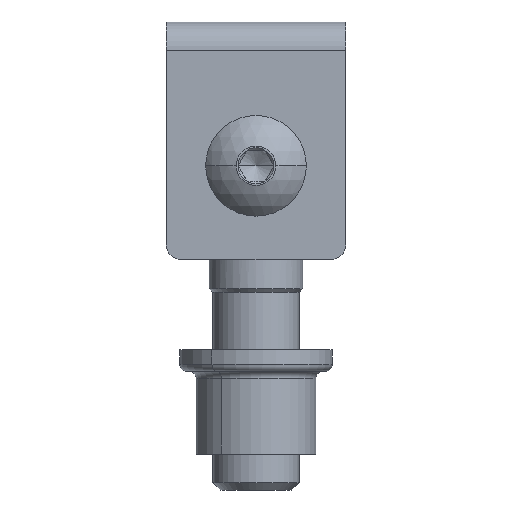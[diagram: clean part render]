
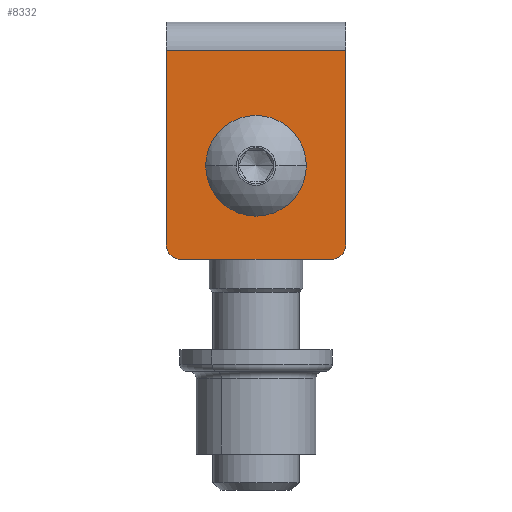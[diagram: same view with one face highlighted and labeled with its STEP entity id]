
A CAD part, front view. The second image highlights one B-rep face of the part: STEP entity #8332.
In plain terms, the highlighted planar face has unit normal (0, -1, 0).
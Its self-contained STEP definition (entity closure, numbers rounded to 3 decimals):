
#83 = CIRCLE ( 'NONE', #949, 2. ) ;
#448 = LINE ( 'NONE', #11434, #1325 ) ;
#508 = CARTESIAN_POINT ( 'NONE',  ( -10.5, -13., 0. ) ) ;
#524 = CIRCLE ( 'NONE', #8359, 5.95 ) ;
#567 = CARTESIAN_POINT ( 'NONE',  ( -12.5, -13., 0. ) ) ;
#726 = ORIENTED_EDGE ( 'NONE', *, *, #10073, .F. ) ;
#786 = CARTESIAN_POINT ( 'NONE',  ( 12.5, -13., 0. ) ) ;
#816 = LINE ( 'NONE', #567, #6880 ) ;
#949 = AXIS2_PLACEMENT_3D ( 'NONE', #4490, #6580, #12117 ) ;
#1135 = LINE ( 'NONE', #5234, #14011 ) ;
#1196 = VERTEX_POINT ( 'NONE', #2165 ) ;
#1325 = VECTOR ( 'NONE', #10505, 1000. ) ;
#1829 = CARTESIAN_POINT ( 'NONE',  ( 0., -13., 13. ) ) ;
#2040 = VERTEX_POINT ( 'NONE', #14343 ) ;
#2165 = CARTESIAN_POINT ( 'NONE',  ( 12.5, -13., 29. ) ) ;
#2218 = FACE_BOUND ( 'NONE', #5675, .T. ) ;
#2710 = AXIS2_PLACEMENT_3D ( 'NONE', #3036, #14294, #9816 ) ;
#3036 = CARTESIAN_POINT ( 'NONE',  ( -10.5, -13., 2. ) ) ;
#3061 = EDGE_CURVE ( 'NONE', #10646, #10748, #83, .T. ) ;
#3142 = LINE ( 'NONE', #786, #11615 ) ;
#3381 = ORIENTED_EDGE ( 'NONE', *, *, #8794, .T. ) ;
#3827 = ORIENTED_EDGE ( 'NONE', *, *, #10788, .T. ) ;
#3867 = DIRECTION ( 'NONE',  ( 0., 0., 1. ) ) ;
#4381 = DIRECTION ( 'NONE',  ( 0., -1., 0. ) ) ;
#4490 = CARTESIAN_POINT ( 'NONE',  ( 10.5, -13., 2. ) ) ;
#5091 = CARTESIAN_POINT ( 'NONE',  ( 12.5, -13., 2. ) ) ;
#5192 = ORIENTED_EDGE ( 'NONE', *, *, #5204, .T. ) ;
#5204 = EDGE_CURVE ( 'NONE', #10748, #1196, #1135, .T. ) ;
#5206 = CIRCLE ( 'NONE', #2710, 2. ) ;
#5234 = CARTESIAN_POINT ( 'NONE',  ( 12.5, -13., 0. ) ) ;
#5526 = CARTESIAN_POINT ( 'NONE',  ( 12.5, -13., 0. ) ) ;
#5675 = EDGE_LOOP ( 'NONE', ( #5974, #726 ) ) ;
#5974 = ORIENTED_EDGE ( 'NONE', *, *, #8919, .F. ) ;
#6101 = VERTEX_POINT ( 'NONE', #10294 ) ;
#6580 = DIRECTION ( 'NONE',  ( 0., -1., 0. ) ) ;
#6880 = VECTOR ( 'NONE', #3867, 1000. ) ;
#7000 = VERTEX_POINT ( 'NONE', #10582 ) ;
#7505 = DIRECTION ( 'NONE',  ( -1., 0., 0. ) ) ;
#7625 = PLANE ( 'NONE',  #12500 ) ;
#7666 = DIRECTION ( 'NONE',  ( 0., 0., -1. ) ) ;
#7715 = EDGE_CURVE ( 'NONE', #7000, #2040, #816, .T. ) ;
#8276 = CIRCLE ( 'NONE', #12414, 5.95 ) ;
#8332 = ADVANCED_FACE ( 'NONE', ( #2218, #13686 ), #7625, .T. ) ;
#8359 = AXIS2_PLACEMENT_3D ( 'NONE', #10207, #9026, #12239 ) ;
#8794 = EDGE_CURVE ( 'NONE', #1196, #2040, #448, .T. ) ;
#8919 = EDGE_CURVE ( 'NONE', #12800, #6101, #8276, .T. ) ;
#9026 = DIRECTION ( 'NONE',  ( 0., -1., 0. ) ) ;
#9355 = CARTESIAN_POINT ( 'NONE',  ( 10.5, -13., 0. ) ) ;
#9816 = DIRECTION ( 'NONE',  ( 0., 0., -1. ) ) ;
#10073 = EDGE_CURVE ( 'NONE', #6101, #12800, #524, .T. ) ;
#10133 = EDGE_LOOP ( 'NONE', ( #5192, #3381, #11329, #3827, #10919, #13478 ) ) ;
#10207 = CARTESIAN_POINT ( 'NONE',  ( 0., -13., 13. ) ) ;
#10294 = CARTESIAN_POINT ( 'NONE',  ( 0., -13., 18.95 ) ) ;
#10505 = DIRECTION ( 'NONE',  ( -1., 0., 0. ) ) ;
#10582 = CARTESIAN_POINT ( 'NONE',  ( -12.5, -13., 2. ) ) ;
#10603 = DIRECTION ( 'NONE',  ( 0., -1., 0. ) ) ;
#10646 = VERTEX_POINT ( 'NONE', #9355 ) ;
#10748 = VERTEX_POINT ( 'NONE', #5091 ) ;
#10788 = EDGE_CURVE ( 'NONE', #7000, #13303, #5206, .T. ) ;
#10919 = ORIENTED_EDGE ( 'NONE', *, *, #11282, .F. ) ;
#11124 = CARTESIAN_POINT ( 'NONE',  ( 0., -13., 7.05 ) ) ;
#11282 = EDGE_CURVE ( 'NONE', #10646, #13303, #3142, .T. ) ;
#11329 = ORIENTED_EDGE ( 'NONE', *, *, #7715, .F. ) ;
#11434 = CARTESIAN_POINT ( 'NONE',  ( 12.5, -13., 29. ) ) ;
#11615 = VECTOR ( 'NONE', #7505, 1000. ) ;
#11659 = DIRECTION ( 'NONE',  ( 0., 0., -1. ) ) ;
#12117 = DIRECTION ( 'NONE',  ( 0., 0., -1. ) ) ;
#12239 = DIRECTION ( 'NONE',  ( 0., 0., -1. ) ) ;
#12414 = AXIS2_PLACEMENT_3D ( 'NONE', #1829, #10603, #11659 ) ;
#12500 = AXIS2_PLACEMENT_3D ( 'NONE', #5526, #4381, #7666 ) ;
#12800 = VERTEX_POINT ( 'NONE', #11124 ) ;
#13303 = VERTEX_POINT ( 'NONE', #508 ) ;
#13478 = ORIENTED_EDGE ( 'NONE', *, *, #3061, .T. ) ;
#13686 = FACE_OUTER_BOUND ( 'NONE', #10133, .T. ) ;
#14011 = VECTOR ( 'NONE', #14093, 1000. ) ;
#14093 = DIRECTION ( 'NONE',  ( 0., 0., 1. ) ) ;
#14294 = DIRECTION ( 'NONE',  ( 0., -1., 0. ) ) ;
#14343 = CARTESIAN_POINT ( 'NONE',  ( -12.5, -13., 29. ) ) ;
